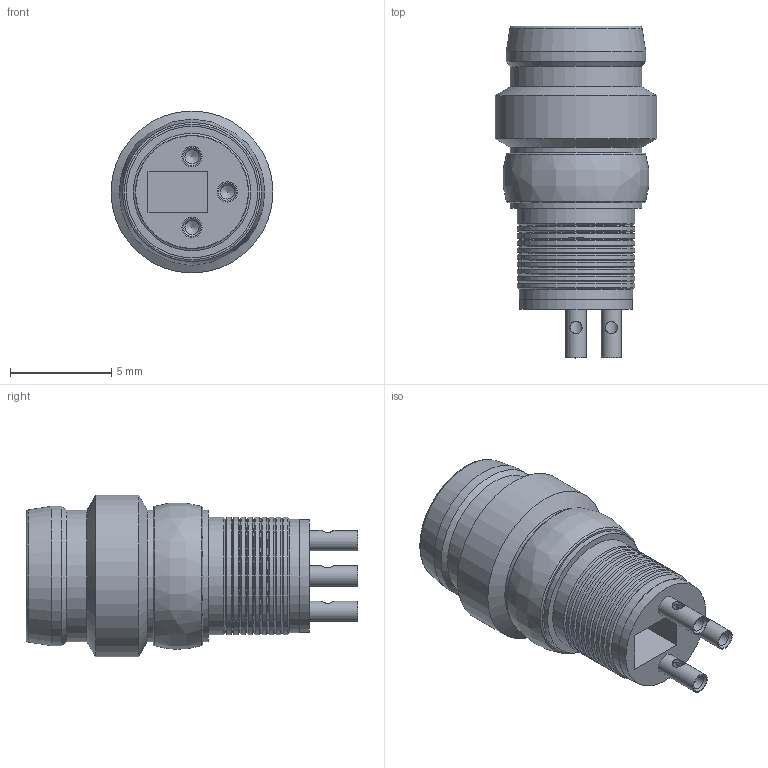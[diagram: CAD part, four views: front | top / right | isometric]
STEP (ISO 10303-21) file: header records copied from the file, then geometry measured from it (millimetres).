
FILE_DESCRIPTION(/* description */ (''),/* implementation_level */ '2;1');
FILE_NAME(/* name */ 'ESGP3L_stp.stp',/* time_stamp */ '2016-11-15T10:38:22+01:00',/* author */ (''),/* organization */ (''),/* preprocessor_version */ 'ST-DEVELOPER v16',/* originating_system */ 'SIEMENS PLM Software NX 10.0',/* authorisation */ '');
FILE_SCHEMA (('AUTOMOTIVE_DESIGN { 1 0 10303 214 3 1 1 1 }'));
Length unit declared in the file: millimetre
Products named in the file (1): osen19B4259Bo797
Bounding box: 8 x 16.4 x 8 mm (x, y, z)
Volume: 325.1 mm3; surface area: 654.2 mm2
Topology: 1 solids, 1 shells, 89 faces, 204 edges, 129 vertices
Faces by surface type: cone 34, cylinder 30, plane 18, sphere 3, torus 3, bspline 1
Full cylindrical faces by diameter (mm): 0.6 x3, 0.7 x3, 1 x6, 5.575 x1, 5.6 x1, 5.8 x11, 6.5 x3, 6.9 x1, 8 x1
Entity records: 2294 total; most frequent: CARTESIAN_POINT 699, DIRECTION 350, ORIENTED_EDGE 196, EDGE_LOOP 178, FACE_BOUND 173, AXIS2_PLACEMENT_3D 169, EDGE_CURVE 98, VERTEX_POINT 97
